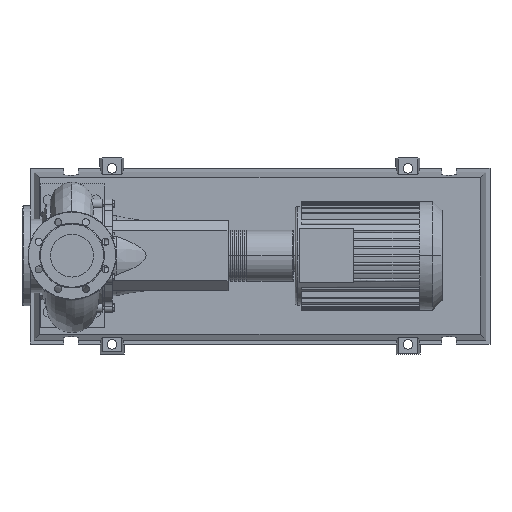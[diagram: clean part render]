
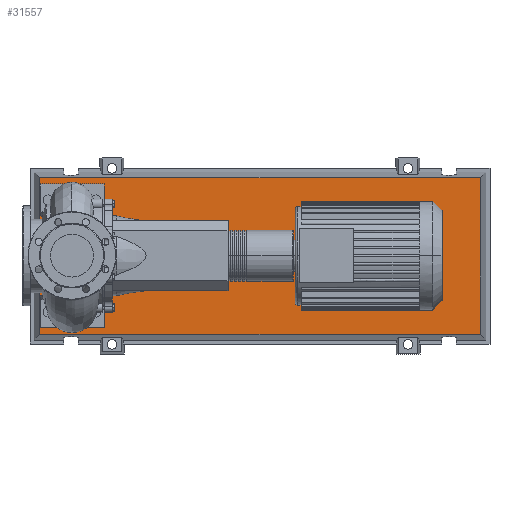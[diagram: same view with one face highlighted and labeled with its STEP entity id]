
A CAD part, top view. The second image highlights one B-rep face of the part: STEP entity #31557.
In plain terms, the highlighted planar face has unit normal (0, 0, 1).
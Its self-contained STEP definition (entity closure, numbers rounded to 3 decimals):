
#31238=CARTESIAN_POINT('',(1020.471,-195.471,103.0));
#31239=VERTEX_POINT('',#31238);
#31246=CARTESIAN_POINT('',(-80.471,-195.471,103.0));
#31247=VERTEX_POINT('',#31246);
#31248=CARTESIAN_POINT('',(1020.471,-195.471,103.0));
#31249=DIRECTION('',(-1.0,0.0,0.0));
#31250=VECTOR('',#31249,1100.941);
#31251=LINE('',#31248,#31250);
#31252=EDGE_CURVE('',#31239,#31247,#31251,.T.);
#31470=CARTESIAN_POINT('',(1020.471,195.471,103.0));
#31471=VERTEX_POINT('',#31470);
#31472=CARTESIAN_POINT('',(1020.471,195.471,103.0));
#31473=DIRECTION('',(0.0,-1.0,0.0));
#31474=VECTOR('',#31473,390.941);
#31475=LINE('',#31472,#31474);
#31476=EDGE_CURVE('',#31471,#31239,#31475,.T.);
#31494=CARTESIAN_POINT('',(-80.471,195.471,103.0));
#31495=VERTEX_POINT('',#31494);
#31496=CARTESIAN_POINT('',(-80.471,-195.471,103.0));
#31497=DIRECTION('',(0.0,1.0,0.0));
#31498=VECTOR('',#31497,390.941);
#31499=LINE('',#31496,#31498);
#31500=EDGE_CURVE('',#31247,#31495,#31499,.T.);
#31533=CARTESIAN_POINT('',(-80.471,195.471,103.0));
#31534=DIRECTION('',(1.0,0.0,0.0));
#31535=VECTOR('',#31534,1100.941);
#31536=LINE('',#31533,#31535);
#31537=EDGE_CURVE('',#31495,#31471,#31536,.T.);
#31546=CARTESIAN_POINT('',(470.,0.,103.0));
#31547=DIRECTION('',(0.0,0.0,1.0));
#31548=DIRECTION('',(1.0,0.0,0.0));
#31549=AXIS2_PLACEMENT_3D('',#31546,#31547,#31548);
#31550=PLANE('',#31549);
#31551=ORIENTED_EDGE('',*,*,#31476,.F.);
#31552=ORIENTED_EDGE('',*,*,#31537,.F.);
#31553=ORIENTED_EDGE('',*,*,#31500,.F.);
#31554=ORIENTED_EDGE('',*,*,#31252,.F.);
#31555=EDGE_LOOP('',(#31551,#31552,#31553,#31554));
#31556=FACE_OUTER_BOUND('',#31555,.T.);
#31557=ADVANCED_FACE('',(#31556),#31550,.T.);
